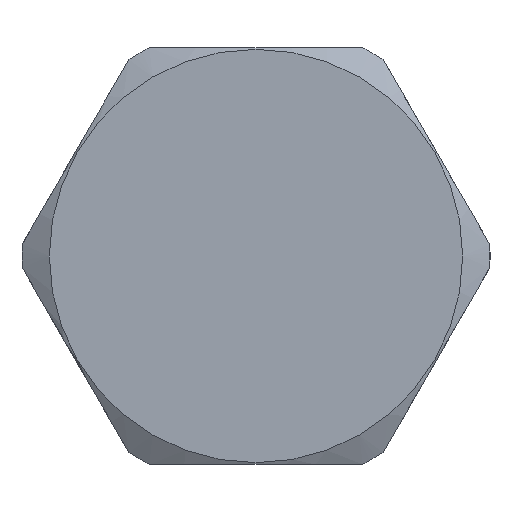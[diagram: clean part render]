
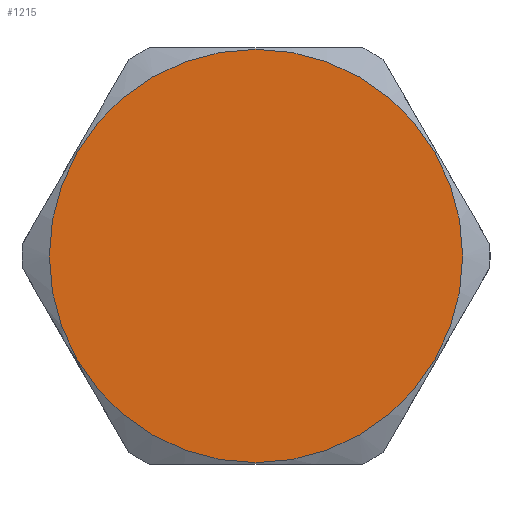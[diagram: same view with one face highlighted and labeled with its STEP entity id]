
A CAD part, left-side view. The second image highlights one B-rep face of the part: STEP entity #1215.
In plain terms, the highlighted planar face has unit normal (-1, 0, 0).
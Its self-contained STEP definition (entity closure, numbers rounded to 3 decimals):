
#211 = DIRECTION ( 'NONE',  ( 0., 0., -1. ) ) ;
#293 = VERTEX_POINT ( 'NONE', #2787 ) ;
#458 = EDGE_CURVE ( 'NONE', #583, #293, #2716, .T. ) ;
#517 = ORIENTED_EDGE ( 'NONE', *, *, #458, .T. ) ;
#583 = VERTEX_POINT ( 'NONE', #1332 ) ;
#1173 = FACE_OUTER_BOUND ( 'NONE', #3749, .T. ) ;
#1215 = ADVANCED_FACE ( 'NONE', ( #1173 ), #1223, .F. ) ;
#1223 = PLANE ( 'NONE',  #5656 ) ;
#1332 = CARTESIAN_POINT ( 'NONE',  ( 0., 0., 9.45 ) ) ;
#1617 = DIRECTION ( 'NONE',  ( 0., 0., 1. ) ) ;
#1718 = CARTESIAN_POINT ( 'NONE',  ( 0., 10.7, 0. ) ) ;
#1764 = DIRECTION ( 'NONE',  ( 1., 0., 0. ) ) ;
#2384 = DIRECTION ( 'NONE',  ( -1., 0., 0. ) ) ;
#2716 = CIRCLE ( 'NONE', #4116, 9.45 ) ;
#2787 = CARTESIAN_POINT ( 'NONE',  ( 0., 0., -9.45 ) ) ;
#3153 = CARTESIAN_POINT ( 'NONE',  ( 0., 0., 0. ) ) ;
#3354 = CARTESIAN_POINT ( 'NONE',  ( 0., 0., 0. ) ) ;
#3749 = EDGE_LOOP ( 'NONE', ( #4684, #517 ) ) ;
#3998 = AXIS2_PLACEMENT_3D ( 'NONE', #3354, #2384, #5924 ) ;
#4116 = AXIS2_PLACEMENT_3D ( 'NONE', #3153, #4565, #1617 ) ;
#4565 = DIRECTION ( 'NONE',  ( -1., 0., 0. ) ) ;
#4684 = ORIENTED_EDGE ( 'NONE', *, *, #4790, .T. ) ;
#4790 = EDGE_CURVE ( 'NONE', #293, #583, #4815, .T. ) ;
#4815 = CIRCLE ( 'NONE', #3998, 9.45 ) ;
#5656 = AXIS2_PLACEMENT_3D ( 'NONE', #1718, #1764, #211 ) ;
#5924 = DIRECTION ( 'NONE',  ( 0., 0., 1. ) ) ;
